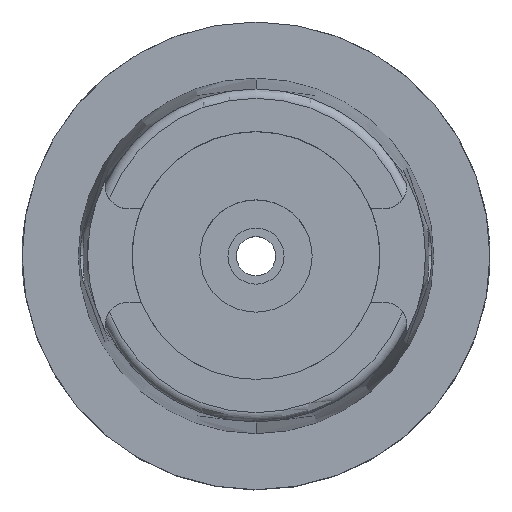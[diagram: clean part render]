
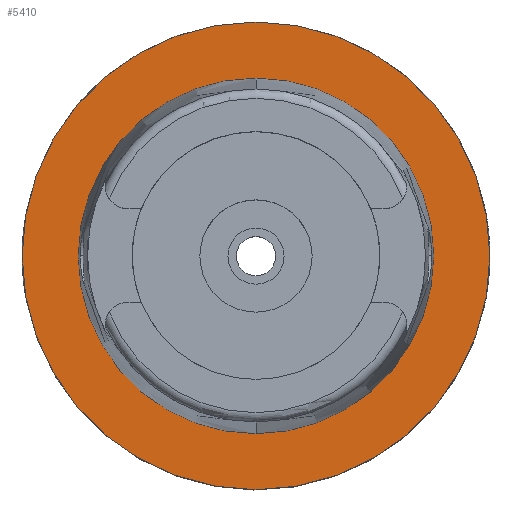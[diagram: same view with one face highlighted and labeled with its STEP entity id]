
A CAD part, top view. The second image highlights one B-rep face of the part: STEP entity #5410.
In plain terms, the highlighted planar face has unit normal (0, 0, 1).
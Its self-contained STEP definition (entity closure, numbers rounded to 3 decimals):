
#163 = EDGE_CURVE ( 'NONE', #2428, #5601, #1936, .T. ) ;
#269 = CARTESIAN_POINT ( 'NONE',  ( 0., 0., 0. ) ) ;
#584 = EDGE_CURVE ( 'NONE', #3067, #1743, #4687, .T. ) ;
#796 = CIRCLE ( 'NONE', #3166, 50. ) ;
#916 = AXIS2_PLACEMENT_3D ( 'NONE', #269, #3552, #2037 ) ;
#1090 = AXIS2_PLACEMENT_3D ( 'NONE', #2962, #4925, #3029 ) ;
#1112 = PLANE ( 'NONE',  #1090 ) ;
#1229 = CARTESIAN_POINT ( 'NONE',  ( 0., 0., 0. ) ) ;
#1282 = CIRCLE ( 'NONE', #2476, 38. ) ;
#1675 = ORIENTED_EDGE ( 'NONE', *, *, #5231, .F. ) ;
#1743 = VERTEX_POINT ( 'NONE', #2818 ) ;
#1924 = CARTESIAN_POINT ( 'NONE',  ( 0., 0., 0. ) ) ;
#1936 = CIRCLE ( 'NONE', #2235, 38. ) ;
#1978 = CARTESIAN_POINT ( 'NONE',  ( 0., -38., 0. ) ) ;
#2037 = DIRECTION ( 'NONE',  ( 0., -1., 0. ) ) ;
#2235 = AXIS2_PLACEMENT_3D ( 'NONE', #1924, #2938, #3819 ) ;
#2428 = VERTEX_POINT ( 'NONE', #1978 ) ;
#2476 = AXIS2_PLACEMENT_3D ( 'NONE', #1229, #3615, #5579 ) ;
#2551 = CARTESIAN_POINT ( 'NONE',  ( 0., 0., 0. ) ) ;
#2818 = CARTESIAN_POINT ( 'NONE',  ( 0., 50., 0. ) ) ;
#2876 = ORIENTED_EDGE ( 'NONE', *, *, #163, .F. ) ;
#2938 = DIRECTION ( 'NONE',  ( 0., 0., 1. ) ) ;
#2962 = CARTESIAN_POINT ( 'NONE',  ( 0., 0., 0. ) ) ;
#3029 = DIRECTION ( 'NONE',  ( 1., 0., 0. ) ) ;
#3067 = VERTEX_POINT ( 'NONE', #4297 ) ;
#3166 = AXIS2_PLACEMENT_3D ( 'NONE', #2551, #3519, #3666 ) ;
#3478 = ORIENTED_EDGE ( 'NONE', *, *, #584, .F. ) ;
#3519 = DIRECTION ( 'NONE',  ( 0., 0., -1. ) ) ;
#3552 = DIRECTION ( 'NONE',  ( 0., 0., -1. ) ) ;
#3615 = DIRECTION ( 'NONE',  ( 0., 0., 1. ) ) ;
#3666 = DIRECTION ( 'NONE',  ( 0., 1., 0. ) ) ;
#3819 = DIRECTION ( 'NONE',  ( 0., -1., 0. ) ) ;
#4227 = EDGE_LOOP ( 'NONE', ( #1675, #2876 ) ) ;
#4297 = CARTESIAN_POINT ( 'NONE',  ( 0., -50., 0. ) ) ;
#4660 = ORIENTED_EDGE ( 'NONE', *, *, #5574, .F. ) ;
#4687 = CIRCLE ( 'NONE', #916, 50. ) ;
#4925 = DIRECTION ( 'NONE',  ( 0., 0., 1. ) ) ;
#5223 = EDGE_LOOP ( 'NONE', ( #4660, #3478 ) ) ;
#5231 = EDGE_CURVE ( 'NONE', #5601, #2428, #1282, .T. ) ;
#5309 = FACE_OUTER_BOUND ( 'NONE', #5223, .T. ) ;
#5368 = FACE_BOUND ( 'NONE', #4227, .T. ) ;
#5410 = ADVANCED_FACE ( 'NONE', ( #5309, #5368 ), #1112, .T. ) ;
#5574 = EDGE_CURVE ( 'NONE', #1743, #3067, #796, .T. ) ;
#5579 = DIRECTION ( 'NONE',  ( 0., 1., 0. ) ) ;
#5601 = VERTEX_POINT ( 'NONE', #5603 ) ;
#5603 = CARTESIAN_POINT ( 'NONE',  ( 0., 38., 0. ) ) ;
